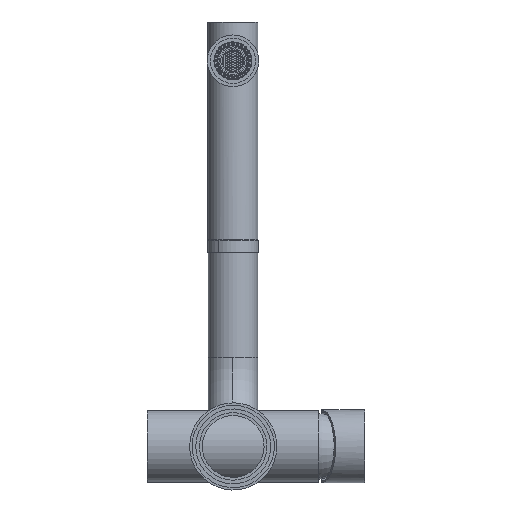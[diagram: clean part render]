
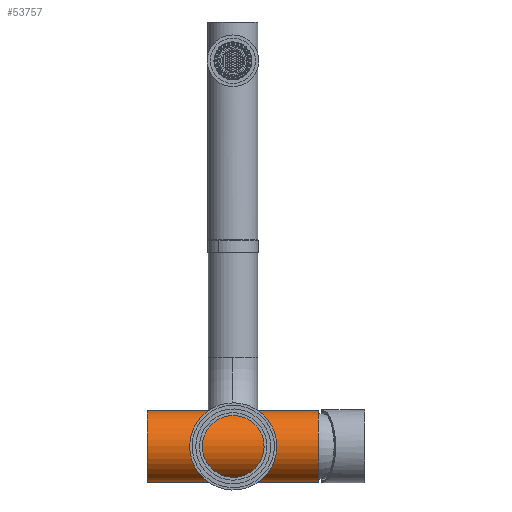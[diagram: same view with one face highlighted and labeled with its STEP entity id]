
A CAD part, front view. The second image highlights one B-rep face of the part: STEP entity #53757.
In plain terms, the highlighted cylindrical face has radius 22.225 mm (diameter 44.45 mm), a partial arc.
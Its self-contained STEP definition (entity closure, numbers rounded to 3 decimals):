
#288 = CARTESIAN_POINT ( 'NONE',  ( 58.654, -3.561, -2.256 ) ) ;
#547 = CARTESIAN_POINT ( 'NONE',  ( -47.346, -3.561, -2.256 ) ) ;
#824 = DIRECTION ( 'NONE',  ( -1., 0., 0. ) ) ;
#1337 = EDGE_CURVE ( 'NONE', #17253, #28796, #51621, .T. ) ;
#2473 = CARTESIAN_POINT ( 'NONE',  ( -47.346, -3.561, 19.969 ) ) ;
#5390 = AXIS2_PLACEMENT_3D ( 'NONE', #547, #824, #26427 ) ;
#5612 = VERTEX_POINT ( 'NONE', #13796 ) ;
#6390 = DIRECTION ( 'NONE',  ( -1., 0., 0. ) ) ;
#7188 = ORIENTED_EDGE ( 'NONE', *, *, #1337, .T. ) ;
#7207 = CYLINDRICAL_SURFACE ( 'NONE', #11832, 22.225 ) ;
#7749 = DIRECTION ( 'NONE',  ( -1., 0., 0. ) ) ;
#8130 = CARTESIAN_POINT ( 'NONE',  ( 58.654, -3.561, -24.481 ) ) ;
#10133 = VECTOR ( 'NONE', #30515, 1000. ) ;
#11832 = AXIS2_PLACEMENT_3D ( 'NONE', #24222, #7749, #33211 ) ;
#12754 = DIRECTION ( 'NONE',  ( -1., 0., 0. ) ) ;
#13415 = AXIS2_PLACEMENT_3D ( 'NONE', #288, #12754, #46763 ) ;
#13498 = VERTEX_POINT ( 'NONE', #42034 ) ;
#13796 = CARTESIAN_POINT ( 'NONE',  ( -47.346, -3.561, 19.969 ) ) ;
#17253 = VERTEX_POINT ( 'NONE', #8130 ) ;
#20031 = FACE_OUTER_BOUND ( 'NONE', #27645, .T. ) ;
#22660 = LINE ( 'NONE', #43288, #10133 ) ;
#23771 = EDGE_CURVE ( 'NONE', #13498, #5612, #34871, .T. ) ;
#24222 = CARTESIAN_POINT ( 'NONE',  ( -47.346, -3.561, -2.256 ) ) ;
#25884 = VECTOR ( 'NONE', #6390, 1000. ) ;
#26427 = DIRECTION ( 'NONE',  ( 0., 0., 1. ) ) ;
#27645 = EDGE_LOOP ( 'NONE', ( #30543, #7188, #43603, #49693 ) ) ;
#28796 = VERTEX_POINT ( 'NONE', #40006 ) ;
#30515 = DIRECTION ( 'NONE',  ( -1., 0., 0. ) ) ;
#30543 = ORIENTED_EDGE ( 'NONE', *, *, #46745, .F. ) ;
#33211 = DIRECTION ( 'NONE',  ( 0., 0., 1. ) ) ;
#34871 = CIRCLE ( 'NONE', #5390, 22.225 ) ;
#40006 = CARTESIAN_POINT ( 'NONE',  ( 58.654, -3.561, 19.969 ) ) ;
#41508 = EDGE_CURVE ( 'NONE', #28796, #5612, #48968, .T. ) ;
#42034 = CARTESIAN_POINT ( 'NONE',  ( -47.346, -3.561, -24.481 ) ) ;
#43288 = CARTESIAN_POINT ( 'NONE',  ( -47.346, -3.561, -24.481 ) ) ;
#43603 = ORIENTED_EDGE ( 'NONE', *, *, #41508, .T. ) ;
#46745 = EDGE_CURVE ( 'NONE', #17253, #13498, #22660, .T. ) ;
#46763 = DIRECTION ( 'NONE',  ( 0., 0., 1. ) ) ;
#48968 = LINE ( 'NONE', #2473, #25884 ) ;
#49693 = ORIENTED_EDGE ( 'NONE', *, *, #23771, .F. ) ;
#51621 = CIRCLE ( 'NONE', #13415, 22.225 ) ;
#53757 = ADVANCED_FACE ( 'NONE', ( #20031 ), #7207, .T. ) ;
